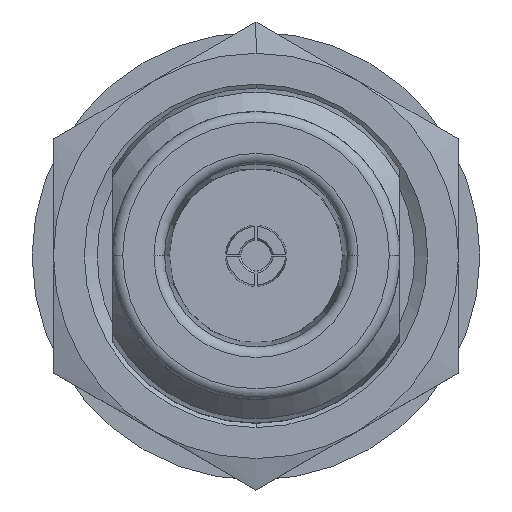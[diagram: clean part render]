
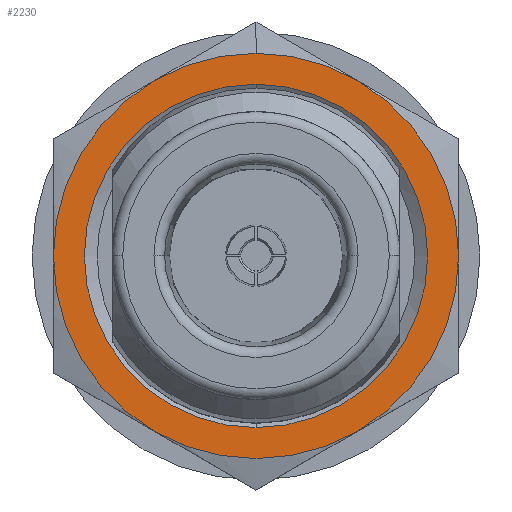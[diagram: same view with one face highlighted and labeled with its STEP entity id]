
A CAD part, top view. The second image highlights one B-rep face of the part: STEP entity #2230.
In plain terms, the highlighted planar face has unit normal (0, 0, 1).
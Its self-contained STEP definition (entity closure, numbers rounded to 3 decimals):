
#131 = DIRECTION ( 'NONE',  ( -1., 0., 0. ) ) ;
#227 = EDGE_LOOP ( 'NONE', ( #7512, #8405 ) ) ;
#230 = DIRECTION ( 'NONE',  ( 0., 0., 1. ) ) ;
#400 = CIRCLE ( 'NONE', #6050, 9.5 ) ;
#652 = DIRECTION ( 'NONE',  ( -1., 0., 0. ) ) ;
#784 = PLANE ( 'NONE',  #2081 ) ;
#831 = CARTESIAN_POINT ( 'NONE',  ( 0., 0., -12.04 ) ) ;
#1062 = DIRECTION ( 'NONE',  ( -1., 0., 0. ) ) ;
#1158 = DIRECTION ( 'NONE',  ( 0., 1., 0. ) ) ;
#1248 = DIRECTION ( 'NONE',  ( 0., 0., 1. ) ) ;
#1282 = DIRECTION ( 'NONE',  ( 0., 0., -1. ) ) ;
#1344 = AXIS2_PLACEMENT_3D ( 'NONE', #9739, #6296, #1974 ) ;
#1433 = CARTESIAN_POINT ( 'NONE',  ( 0., 0., -12.04 ) ) ;
#1632 = CIRCLE ( 'NONE', #9331, 9.5 ) ;
#1964 = CIRCLE ( 'NONE', #6954, 9.5 ) ;
#1967 = CARTESIAN_POINT ( 'NONE',  ( 0., 0., -12.04 ) ) ;
#1974 = DIRECTION ( 'NONE',  ( 0., 1., 0. ) ) ;
#2068 = EDGE_CURVE ( 'NONE', #7583, #7086, #4193, .T. ) ;
#2081 = AXIS2_PLACEMENT_3D ( 'NONE', #9843, #1282, #652 ) ;
#2230 = ADVANCED_FACE ( 'NONE', ( #3117, #3851 ), #784, .F. ) ;
#2310 = EDGE_CURVE ( 'NONE', #6633, #5028, #7670, .T. ) ;
#2345 = EDGE_CURVE ( 'NONE', #7086, #7583, #4579, .T. ) ;
#2361 = DIRECTION ( 'NONE',  ( 0., 0., 1. ) ) ;
#2574 = ORIENTED_EDGE ( 'NONE', *, *, #4982, .T. ) ;
#2690 = CARTESIAN_POINT ( 'NONE',  ( 0., -8.05, -12.04 ) ) ;
#3117 = FACE_BOUND ( 'NONE', #227, .T. ) ;
#3127 = DIRECTION ( 'NONE',  ( -1., 0., 0. ) ) ;
#3375 = EDGE_CURVE ( 'NONE', #8737, #5273, #1632, .T. ) ;
#3458 = EDGE_LOOP ( 'NONE', ( #8199, #9408, #2574, #6994, #9662, #10220, #8105 ) ) ;
#3564 = AXIS2_PLACEMENT_3D ( 'NONE', #7042, #2361, #7838 ) ;
#3567 = DIRECTION ( 'NONE',  ( 0., 1., 0. ) ) ;
#3603 = CARTESIAN_POINT ( 'NONE',  ( -4.75, -8.227, -12.04 ) ) ;
#3618 = CARTESIAN_POINT ( 'NONE',  ( 0., 8.05, -12.04 ) ) ;
#3696 = VERTEX_POINT ( 'NONE', #5659 ) ;
#3705 = DIRECTION ( 'NONE',  ( 0., 0., -1. ) ) ;
#3731 = VERTEX_POINT ( 'NONE', #6427 ) ;
#3851 = FACE_OUTER_BOUND ( 'NONE', #3458, .T. ) ;
#3883 = DIRECTION ( 'NONE',  ( 0., 0., 1. ) ) ;
#4063 = CIRCLE ( 'NONE', #3564, 9.5 ) ;
#4193 = CIRCLE ( 'NONE', #4353, 8.05 ) ;
#4353 = AXIS2_PLACEMENT_3D ( 'NONE', #1433, #3705, #3567 ) ;
#4401 = DIRECTION ( 'NONE',  ( 0., 0., 1. ) ) ;
#4579 = CIRCLE ( 'NONE', #1344, 8.05 ) ;
#4749 = EDGE_CURVE ( 'NONE', #6633, #3731, #1964, .T. ) ;
#4893 = CARTESIAN_POINT ( 'NONE',  ( 0., 0., -12.04 ) ) ;
#4904 = CARTESIAN_POINT ( 'NONE',  ( 0., 0., -12.04 ) ) ;
#4982 = EDGE_CURVE ( 'NONE', #5273, #3696, #5357, .T. ) ;
#5028 = VERTEX_POINT ( 'NONE', #8632 ) ;
#5273 = VERTEX_POINT ( 'NONE', #3603 ) ;
#5357 = CIRCLE ( 'NONE', #6033, 9.5 ) ;
#5375 = CARTESIAN_POINT ( 'NONE',  ( -9.5, 0., -12.04 ) ) ;
#5659 = CARTESIAN_POINT ( 'NONE',  ( 4.75, -8.227, -12.04 ) ) ;
#5672 = DIRECTION ( 'NONE',  ( -1., 0., 0. ) ) ;
#5839 = DIRECTION ( 'NONE',  ( 0., 0., -1. ) ) ;
#6033 = AXIS2_PLACEMENT_3D ( 'NONE', #6176, #3883, #3127 ) ;
#6050 = AXIS2_PLACEMENT_3D ( 'NONE', #9182, #4401, #9990 ) ;
#6131 = EDGE_CURVE ( 'NONE', #5028, #6722, #9363, .T. ) ;
#6176 = CARTESIAN_POINT ( 'NONE',  ( 0., 0., -12.04 ) ) ;
#6296 = DIRECTION ( 'NONE',  ( 0., 0., -1. ) ) ;
#6427 = CARTESIAN_POINT ( 'NONE',  ( 9.5, 0., -12.04 ) ) ;
#6633 = VERTEX_POINT ( 'NONE', #9951 ) ;
#6722 = VERTEX_POINT ( 'NONE', #6772 ) ;
#6772 = CARTESIAN_POINT ( 'NONE',  ( -4.75, 8.227, -12.04 ) ) ;
#6954 = AXIS2_PLACEMENT_3D ( 'NONE', #1967, #5839, #1158 ) ;
#6994 = ORIENTED_EDGE ( 'NONE', *, *, #8618, .T. ) ;
#7042 = CARTESIAN_POINT ( 'NONE',  ( 0., 0., -12.04 ) ) ;
#7086 = VERTEX_POINT ( 'NONE', #3618 ) ;
#7512 = ORIENTED_EDGE ( 'NONE', *, *, #2068, .T. ) ;
#7583 = VERTEX_POINT ( 'NONE', #2690 ) ;
#7670 = CIRCLE ( 'NONE', #7864, 9.5 ) ;
#7836 = AXIS2_PLACEMENT_3D ( 'NONE', #4904, #230, #5672 ) ;
#7838 = DIRECTION ( 'NONE',  ( -1., 0., 0. ) ) ;
#7864 = AXIS2_PLACEMENT_3D ( 'NONE', #4893, #8576, #131 ) ;
#8105 = ORIENTED_EDGE ( 'NONE', *, *, #6131, .T. ) ;
#8199 = ORIENTED_EDGE ( 'NONE', *, *, #8820, .T. ) ;
#8405 = ORIENTED_EDGE ( 'NONE', *, *, #2345, .T. ) ;
#8576 = DIRECTION ( 'NONE',  ( 0., 0., 1. ) ) ;
#8618 = EDGE_CURVE ( 'NONE', #3696, #3731, #400, .T. ) ;
#8632 = CARTESIAN_POINT ( 'NONE',  ( 0., 9.5, -12.04 ) ) ;
#8737 = VERTEX_POINT ( 'NONE', #5375 ) ;
#8820 = EDGE_CURVE ( 'NONE', #6722, #8737, #4063, .T. ) ;
#9182 = CARTESIAN_POINT ( 'NONE',  ( 0., 0., -12.04 ) ) ;
#9331 = AXIS2_PLACEMENT_3D ( 'NONE', #831, #1248, #1062 ) ;
#9363 = CIRCLE ( 'NONE', #7836, 9.5 ) ;
#9408 = ORIENTED_EDGE ( 'NONE', *, *, #3375, .T. ) ;
#9662 = ORIENTED_EDGE ( 'NONE', *, *, #4749, .F. ) ;
#9739 = CARTESIAN_POINT ( 'NONE',  ( 0., 0., -12.04 ) ) ;
#9843 = CARTESIAN_POINT ( 'NONE',  ( 9.5, -16.454, -12.04 ) ) ;
#9951 = CARTESIAN_POINT ( 'NONE',  ( 4.75, 8.227, -12.04 ) ) ;
#9990 = DIRECTION ( 'NONE',  ( -1., 0., 0. ) ) ;
#10220 = ORIENTED_EDGE ( 'NONE', *, *, #2310, .T. ) ;
